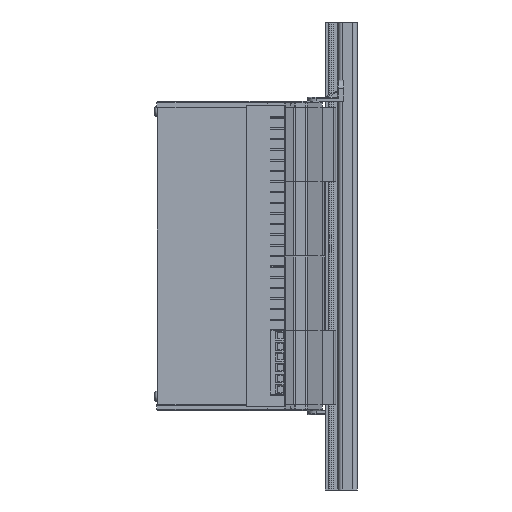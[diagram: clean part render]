
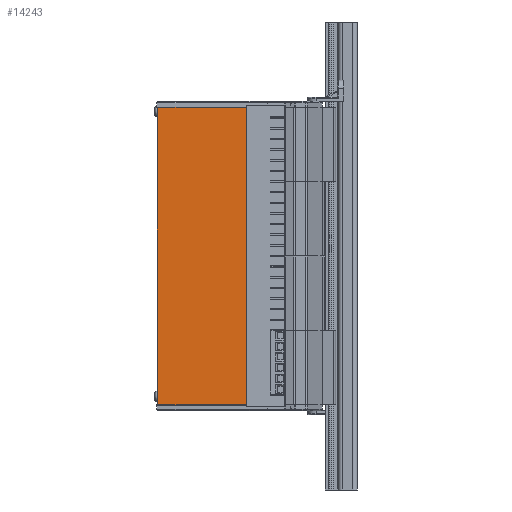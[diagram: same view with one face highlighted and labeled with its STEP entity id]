
A CAD part, left-side view. The second image highlights one B-rep face of the part: STEP entity #14243.
In plain terms, the highlighted planar face has unit normal (-1, 0, 0.002).
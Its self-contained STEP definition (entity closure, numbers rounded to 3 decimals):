
#437 = CARTESIAN_POINT ( 'NONE',  ( -34.75, 31., 0. ) ) ;
#1022 = LINE ( 'NONE', #14300, #54421 ) ;
#2405 = LINE ( 'NONE', #20413, #30233 ) ;
#3164 = EDGE_CURVE ( 'NONE', #41795, #60395, #2405, .T. ) ;
#3545 = LINE ( 'NONE', #50218, #16726 ) ;
#4862 = DIRECTION ( 'NONE',  ( 0., -1., 0. ) ) ;
#6910 = VERTEX_POINT ( 'NONE', #20361 ) ;
#8047 = DIRECTION ( 'NONE',  ( 0., 0., 1. ) ) ;
#10876 = EDGE_CURVE ( 'NONE', #6910, #40258, #1022, .T. ) ;
#14243 = ADVANCED_FACE ( 'NONE', ( #22977 ), #25943, .T. ) ;
#14300 = CARTESIAN_POINT ( 'NONE',  ( -34.75, 31., -142.3 ) ) ;
#16726 = VECTOR ( 'NONE', #8047, 1000. ) ;
#18642 = EDGE_CURVE ( 'NONE', #40258, #60395, #49312, .T. ) ;
#20361 = CARTESIAN_POINT ( 'NONE',  ( -34.75, 31., -142.3 ) ) ;
#20413 = CARTESIAN_POINT ( 'NONE',  ( -34.75, 31., 0. ) ) ;
#22977 = FACE_OUTER_BOUND ( 'NONE', #36782, .T. ) ;
#25509 = CARTESIAN_POINT ( 'NONE',  ( -34.75, -31., 0. ) ) ;
#25943 = PLANE ( 'NONE',  #41202 ) ;
#26340 = DIRECTION ( 'NONE',  ( 0., 0., 1. ) ) ;
#28040 = VECTOR ( 'NONE', #30168, 1000. ) ;
#30168 = DIRECTION ( 'NONE',  ( 0., 0., 1. ) ) ;
#30233 = VECTOR ( 'NONE', #44585, 1000. ) ;
#36782 = EDGE_LOOP ( 'NONE', ( #60055, #58976, #40283, #44721 ) ) ;
#40258 = VERTEX_POINT ( 'NONE', #51330 ) ;
#40283 = ORIENTED_EDGE ( 'NONE', *, *, #10876, .T. ) ;
#40564 = EDGE_CURVE ( 'NONE', #6910, #41795, #3545, .T. ) ;
#41202 = AXIS2_PLACEMENT_3D ( 'NONE', #54851, #58743, #26340 ) ;
#41795 = VERTEX_POINT ( 'NONE', #437 ) ;
#44585 = DIRECTION ( 'NONE',  ( 0., -1., 0. ) ) ;
#44721 = ORIENTED_EDGE ( 'NONE', *, *, #18642, .T. ) ;
#49312 = LINE ( 'NONE', #58880, #28040 ) ;
#50218 = CARTESIAN_POINT ( 'NONE',  ( -34.75, 31., -142.3 ) ) ;
#51330 = CARTESIAN_POINT ( 'NONE',  ( -34.75, -31., -142.3 ) ) ;
#54421 = VECTOR ( 'NONE', #4862, 1000. ) ;
#54851 = CARTESIAN_POINT ( 'NONE',  ( -34.75, 31., -142.3 ) ) ;
#58743 = DIRECTION ( 'NONE',  ( -1., 0., 0. ) ) ;
#58880 = CARTESIAN_POINT ( 'NONE',  ( -34.75, -31., -142.3 ) ) ;
#58976 = ORIENTED_EDGE ( 'NONE', *, *, #40564, .F. ) ;
#60055 = ORIENTED_EDGE ( 'NONE', *, *, #3164, .F. ) ;
#60395 = VERTEX_POINT ( 'NONE', #25509 ) ;
